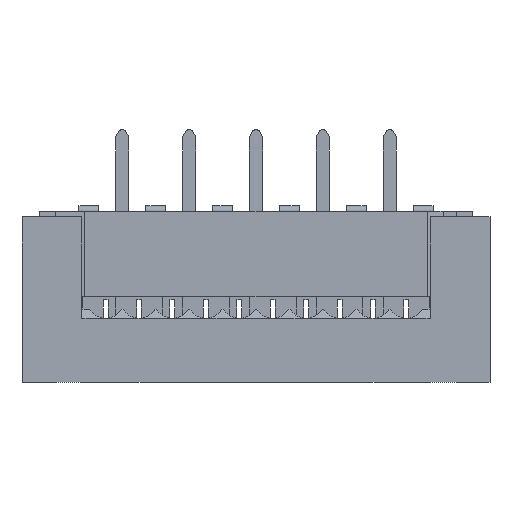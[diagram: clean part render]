
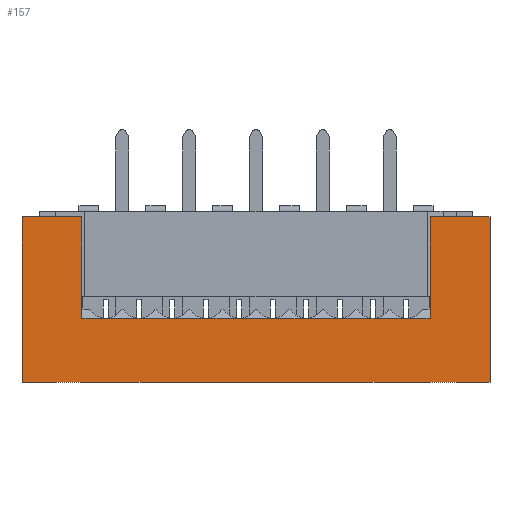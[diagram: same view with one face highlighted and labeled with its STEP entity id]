
A CAD part, front view. The second image highlights one B-rep face of the part: STEP entity #157.
In plain terms, the highlighted planar face has unit normal (0, -1, 0).
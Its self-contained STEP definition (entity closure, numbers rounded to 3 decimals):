
#157=ADVANCED_FACE('',(#797),#798,.T.);
#797=FACE_OUTER_BOUND('',#1847,.T.);
#798=PLANE('',#1848);
#1847=EDGE_LOOP('',(#3686,#3687,#3688,#3689,#3690,#3691,#3692,#3693,#3694,#3695,#3696,#3697,#3698,#3699,#3700,#3701,#3702,#3703));
#1848=AXIS2_PLACEMENT_3D('',#3704,#3705,#3706);
#3686=ORIENTED_EDGE('',*,*,#7136,.F.);
#3687=ORIENTED_EDGE('',*,*,#7133,.F.);
#3688=ORIENTED_EDGE('',*,*,#7130,.F.);
#3689=ORIENTED_EDGE('',*,*,#7127,.F.);
#3690=ORIENTED_EDGE('',*,*,#7124,.F.);
#3691=ORIENTED_EDGE('',*,*,#7121,.F.);
#3692=ORIENTED_EDGE('',*,*,#7118,.F.);
#3693=ORIENTED_EDGE('',*,*,#7115,.F.);
#3694=ORIENTED_EDGE('',*,*,#7114,.F.);
#3695=ORIENTED_EDGE('',*,*,#7144,.T.);
#3696=ORIENTED_EDGE('',*,*,#7145,.F.);
#3697=ORIENTED_EDGE('',*,*,#7146,.T.);
#3698=ORIENTED_EDGE('',*,*,#6933,.T.);
#3699=ORIENTED_EDGE('',*,*,#7147,.T.);
#3700=ORIENTED_EDGE('',*,*,#7148,.F.);
#3701=ORIENTED_EDGE('',*,*,#7149,.F.);
#3702=ORIENTED_EDGE('',*,*,#7138,.F.);
#3703=ORIENTED_EDGE('',*,*,#7142,.F.);
#3704=CARTESIAN_POINT('',(-8.89,-3.36,-6.71));
#3705=DIRECTION('',(0.0,-1.0,0.0));
#3706=DIRECTION('',(0.0,0.0,-1.0));
#6933=EDGE_CURVE('',#8456,#8454,#8457,.T.);
#7114=EDGE_CURVE('',#8778,#8640,#8780,.T.);
#7115=EDGE_CURVE('',#8640,#8781,#8782,.T.);
#7118=EDGE_CURVE('',#8781,#8785,#8786,.T.);
#7121=EDGE_CURVE('',#8785,#8789,#8790,.T.);
#7124=EDGE_CURVE('',#8789,#8793,#8794,.T.);
#7127=EDGE_CURVE('',#8793,#8797,#8798,.T.);
#7130=EDGE_CURVE('',#8797,#8801,#8802,.T.);
#7133=EDGE_CURVE('',#8801,#8805,#8806,.T.);
#7136=EDGE_CURVE('',#8805,#8809,#8810,.T.);
#7138=EDGE_CURVE('',#8812,#8813,#8814,.T.);
#7142=EDGE_CURVE('',#8809,#8812,#8818,.T.);
#7144=EDGE_CURVE('',#8778,#8820,#8821,.T.);
#7145=EDGE_CURVE('',#8822,#8820,#8823,.T.);
#7146=EDGE_CURVE('',#8822,#8456,#8824,.T.);
#7147=EDGE_CURVE('',#8454,#8825,#8826,.T.);
#7148=EDGE_CURVE('',#8827,#8825,#8828,.T.);
#7149=EDGE_CURVE('',#8813,#8827,#8829,.T.);
#8454=VERTEX_POINT('',#10863);
#8456=VERTEX_POINT('',#10866);
#8457=LINE('',#10867,#10868);
#8640=VERTEX_POINT('',#11233);
#8778=VERTEX_POINT('',#11544);
#8780=LINE('',#11547,#11548);
#8781=VERTEX_POINT('',#11549);
#8782=LINE('',#11550,#11551);
#8785=VERTEX_POINT('',#11564);
#8786=LINE('',#11565,#11566);
#8789=VERTEX_POINT('',#11579);
#8790=LINE('',#11580,#11581);
#8793=VERTEX_POINT('',#11594);
#8794=LINE('',#11595,#11596);
#8797=VERTEX_POINT('',#11609);
#8798=LINE('',#11610,#11611);
#8801=VERTEX_POINT('',#11624);
#8802=LINE('',#11625,#11626);
#8805=VERTEX_POINT('',#11639);
#8806=LINE('',#11640,#11641);
#8809=VERTEX_POINT('',#11654);
#8810=LINE('',#11655,#11656);
#8812=VERTEX_POINT('',#11663);
#8813=VERTEX_POINT('',#11664);
#8814=LINE('',#11665,#11666);
#8818=LINE('',#11681,#11682);
#8820=VERTEX_POINT('',#11689);
#8821=LINE('',#11690,#11691);
#8822=VERTEX_POINT('',#11692);
#8823=LINE('',#11693,#11694);
#8824=LINE('',#11695,#11696);
#8825=VERTEX_POINT('',#11697);
#8826=LINE('',#11698,#11699);
#8827=VERTEX_POINT('',#11700);
#8828=LINE('',#11701,#11702);
#8829=LINE('',#11703,#11704);
#10863=CARTESIAN_POINT('',(8.89,-3.36,-6.71));
#10866=CARTESIAN_POINT('',(-8.89,-3.36,-6.71));
#10867=CARTESIAN_POINT('',(-8.89,-3.36,-6.71));
#10868=VECTOR('',#13957,17.78);
#11233=CARTESIAN_POINT('',(-5.715,-3.36,-4.27));
#11544=CARTESIAN_POINT('',(-6.615,-3.36,-4.27));
#11547=CARTESIAN_POINT('',(-6.615,-3.36,-4.27));
#11548=VECTOR('',#14094,0.9);
#11549=CARTESIAN_POINT('',(-4.445,-3.36,-4.27));
#11550=CARTESIAN_POINT('',(-5.715,-3.36,-4.27));
#11551=VECTOR('',#14095,1.27);
#11564=CARTESIAN_POINT('',(-3.175,-3.36,-4.27));
#11565=CARTESIAN_POINT('',(-4.445,-3.36,-4.27));
#11566=VECTOR('',#14096,1.27);
#11579=CARTESIAN_POINT('',(-1.905,-3.36,-4.27));
#11580=CARTESIAN_POINT('',(-3.175,-3.36,-4.27));
#11581=VECTOR('',#14097,1.27);
#11594=CARTESIAN_POINT('',(-0.635,-3.36,-4.27));
#11595=CARTESIAN_POINT('',(-1.905,-3.36,-4.27));
#11596=VECTOR('',#14098,1.27);
#11609=CARTESIAN_POINT('',(0.635,-3.36,-4.27));
#11610=CARTESIAN_POINT('',(-0.635,-3.36,-4.27));
#11611=VECTOR('',#14099,1.27);
#11624=CARTESIAN_POINT('',(1.905,-3.36,-4.27));
#11625=CARTESIAN_POINT('',(0.635,-3.36,-4.27));
#11626=VECTOR('',#14100,1.27);
#11639=CARTESIAN_POINT('',(3.175,-3.36,-4.27));
#11640=CARTESIAN_POINT('',(1.905,-3.36,-4.27));
#11641=VECTOR('',#14101,1.27);
#11654=CARTESIAN_POINT('',(4.445,-3.36,-4.27));
#11655=CARTESIAN_POINT('',(3.175,-3.36,-4.27));
#11656=VECTOR('',#14102,1.27);
#11663=CARTESIAN_POINT('',(5.715,-3.36,-4.27));
#11664=CARTESIAN_POINT('',(6.615,-3.36,-4.27));
#11665=CARTESIAN_POINT('',(5.715,-3.36,-4.27));
#11666=VECTOR('',#14103,0.9);
#11681=CARTESIAN_POINT('',(4.445,-3.36,-4.27));
#11682=VECTOR('',#14105,1.27);
#11689=CARTESIAN_POINT('',(-6.615,-3.36,-0.42));
#11690=CARTESIAN_POINT('',(-6.615,-3.36,-4.27));
#11691=VECTOR('',#14106,3.85);
#11692=CARTESIAN_POINT('',(-8.89,-3.36,-0.42));
#11693=CARTESIAN_POINT('',(-8.89,-3.36,-0.42));
#11694=VECTOR('',#14107,2.275);
#11695=CARTESIAN_POINT('',(-8.89,-3.36,-0.42));
#11696=VECTOR('',#14108,6.29);
#11697=CARTESIAN_POINT('',(8.89,-3.36,-0.42));
#11698=CARTESIAN_POINT('',(8.89,-3.36,-6.71));
#11699=VECTOR('',#14109,6.29);
#11700=CARTESIAN_POINT('',(6.615,-3.36,-0.42));
#11701=CARTESIAN_POINT('',(6.615,-3.36,-0.42));
#11702=VECTOR('',#14110,2.275);
#11703=CARTESIAN_POINT('',(6.615,-3.36,-4.27));
#11704=VECTOR('',#14111,3.85);
#13957=DIRECTION('',(1.0,0.0,0.0));
#14094=DIRECTION('',(1.0,0.,0.0));
#14095=DIRECTION('',(1.0,0.0,0.0));
#14096=DIRECTION('',(1.0,0.0,0.0));
#14097=DIRECTION('',(1.0,0.0,0.0));
#14098=DIRECTION('',(1.0,0.0,0.0));
#14099=DIRECTION('',(1.0,0.0,0.0));
#14100=DIRECTION('',(1.0,0.0,0.0));
#14101=DIRECTION('',(1.0,0.0,0.0));
#14102=DIRECTION('',(1.0,0.0,0.0));
#14103=DIRECTION('',(1.0,0.,0.0));
#14105=DIRECTION('',(1.0,0.0,0.0));
#14106=DIRECTION('',(0.0,0.0,1.0));
#14107=DIRECTION('',(1.0,0.0,0.0));
#14108=DIRECTION('',(0.0,0.0,-1.0));
#14109=DIRECTION('',(0.0,0.0,1.0));
#14110=DIRECTION('',(1.0,0.0,0.0));
#14111=DIRECTION('',(0.0,0.0,1.0));
